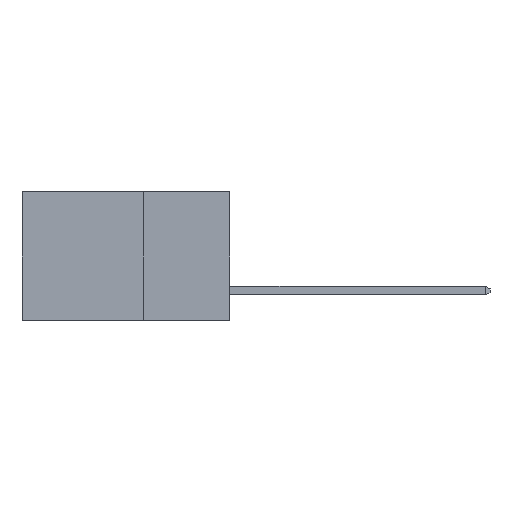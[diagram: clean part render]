
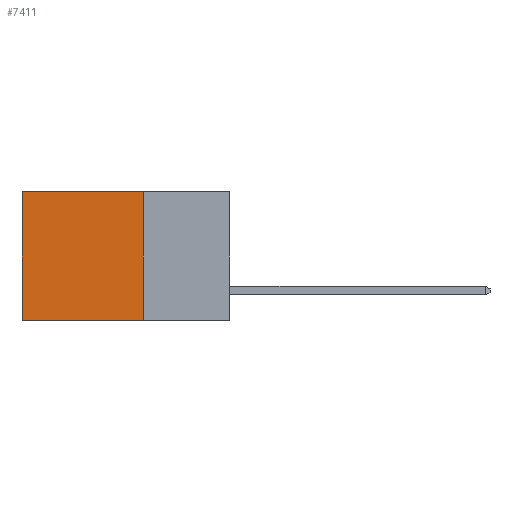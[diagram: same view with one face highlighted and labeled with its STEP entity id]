
A CAD part, left-side view. The second image highlights one B-rep face of the part: STEP entity #7411.
In plain terms, the highlighted planar face has unit normal (-1, 0, 0).
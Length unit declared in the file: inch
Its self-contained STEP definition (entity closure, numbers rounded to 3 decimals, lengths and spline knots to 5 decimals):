
#334 = CARTESIAN_POINT ( 'NONE',  ( 0.2615, 0.25, -0.37 ) ) ;
#1034 = ORIENTED_EDGE ( 'NONE', *, *, #8279, .T. ) ;
#1084 = EDGE_LOOP ( 'NONE', ( #2064, #7115, #9797, #1034 ) ) ;
#1090 = LINE ( 'NONE', #3082, #12241 ) ;
#1223 = EDGE_CURVE ( 'NONE', #12052, #5869, #1090, .T. ) ;
#1915 = VECTOR ( 'NONE', #7179, 39.37008 ) ;
#2064 = ORIENTED_EDGE ( 'NONE', *, *, #11491, .T. ) ;
#2637 = LINE ( 'NONE', #11301, #7542 ) ;
#3011 = DIRECTION ( 'NONE',  ( 0., 1., 0. ) ) ;
#3082 = CARTESIAN_POINT ( 'NONE',  ( 0.2615, 0.25, -0.37 ) ) ;
#3791 = CARTESIAN_POINT ( 'NONE',  ( 0.2615, 0.6, 0. ) ) ;
#3870 = CARTESIAN_POINT ( 'NONE',  ( 0.2615, 0.25, -0.37 ) ) ;
#4042 = VECTOR ( 'NONE', #3011, 39.37008 ) ;
#4835 = LINE ( 'NONE', #7221, #1915 ) ;
#4921 = VERTEX_POINT ( 'NONE', #12492 ) ;
#5320 = DIRECTION ( 'NONE',  ( 0., 0., -1. ) ) ;
#5862 = EDGE_CURVE ( 'NONE', #5869, #4921, #4835, .T. ) ;
#5869 = VERTEX_POINT ( 'NONE', #3870 ) ;
#5940 = DIRECTION ( 'NONE',  ( 0., 0., -1. ) ) ;
#7115 = ORIENTED_EDGE ( 'NONE', *, *, #5862, .F. ) ;
#7170 = FACE_OUTER_BOUND ( 'NONE', #1084, .T. ) ;
#7179 = DIRECTION ( 'NONE',  ( 0., 1., 0. ) ) ;
#7221 = CARTESIAN_POINT ( 'NONE',  ( 0.2615, 0.25, -0.37 ) ) ;
#7411 = ADVANCED_FACE ( 'NONE', ( #7170 ), #13239, .F. ) ;
#7468 = VERTEX_POINT ( 'NONE', #3791 ) ;
#7542 = VECTOR ( 'NONE', #5940, 39.37008 ) ;
#7906 = DIRECTION ( 'NONE',  ( 1., 0., 0. ) ) ;
#8279 = EDGE_CURVE ( 'NONE', #12052, #7468, #9009, .T. ) ;
#9009 = LINE ( 'NONE', #13840, #4042 ) ;
#9797 = ORIENTED_EDGE ( 'NONE', *, *, #1223, .F. ) ;
#11301 = CARTESIAN_POINT ( 'NONE',  ( 0.2615, 0.6, -0.37 ) ) ;
#11491 = EDGE_CURVE ( 'NONE', #7468, #4921, #2637, .T. ) ;
#12052 = VERTEX_POINT ( 'NONE', #13803 ) ;
#12203 = DIRECTION ( 'NONE',  ( 0., 0., -1. ) ) ;
#12241 = VECTOR ( 'NONE', #5320, 39.37008 ) ;
#12492 = CARTESIAN_POINT ( 'NONE',  ( 0.2615, 0.6, -0.37 ) ) ;
#13146 = AXIS2_PLACEMENT_3D ( 'NONE', #334, #7906, #12203 ) ;
#13239 = PLANE ( 'NONE',  #13146 ) ;
#13803 = CARTESIAN_POINT ( 'NONE',  ( 0.2615, 0.25, 0. ) ) ;
#13840 = CARTESIAN_POINT ( 'NONE',  ( 0.2615, 0.25, 0. ) ) ;
